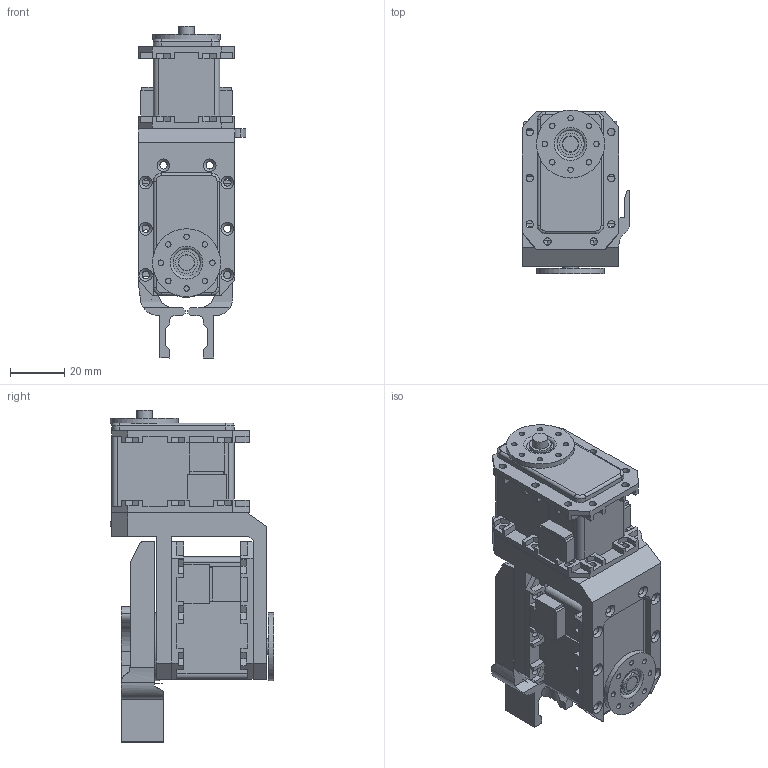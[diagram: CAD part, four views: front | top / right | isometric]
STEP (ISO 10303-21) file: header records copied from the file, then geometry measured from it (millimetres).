
FILE_DESCRIPTION(/* description */ (''),/* implementation_level */ '2;1');
FILE_NAME(/* name */ 'Body 5 - gripper.step',/* time_stamp */ '2020-11-11T10:50:46+01:00',/* author */ (''),/* organization */ (''),/* preprocessor_version */ 'ST-DEVELOPER v18.1',/* originating_system */ 'Autodesk Translation Framework v9.3.0.1241',/* authorisation */ '');
FILE_SCHEMA (('AUTOMOTIVE_DESIGN { 1 0 10303 214 3 1 1 }'));
Length unit declared in the file: metre
Products named in the file (1): Body 5
Bounding box: 39.6 x 60.1 x 122.1 mm (x, y, z)
Volume: 116951.2 mm3; surface area: 44865.1 mm2
Topology: 9 solids, 9 shells, 894 faces, 2399 edges, 1541 vertices
Faces by surface type: plane 600, cylinder 226, torus 26, cone 24, bspline 18
Full cylindrical faces by diameter (mm): 2 x32, 2.5 x8, 2.7 x59, 3.2 x2, 5.7 x2, 6 x6, 8 x7, 10 x1, 13 x2, 25 x4
Entity records: 29846 total; most frequent: CARTESIAN_POINT 6803, ORIENTED_EDGE 4796, DIRECTION 4599, EDGE_CURVE 2398, LINE 1829, VECTOR 1829, VERTEX_POINT 1541, AXIS2_PLACEMENT_3D 1385
